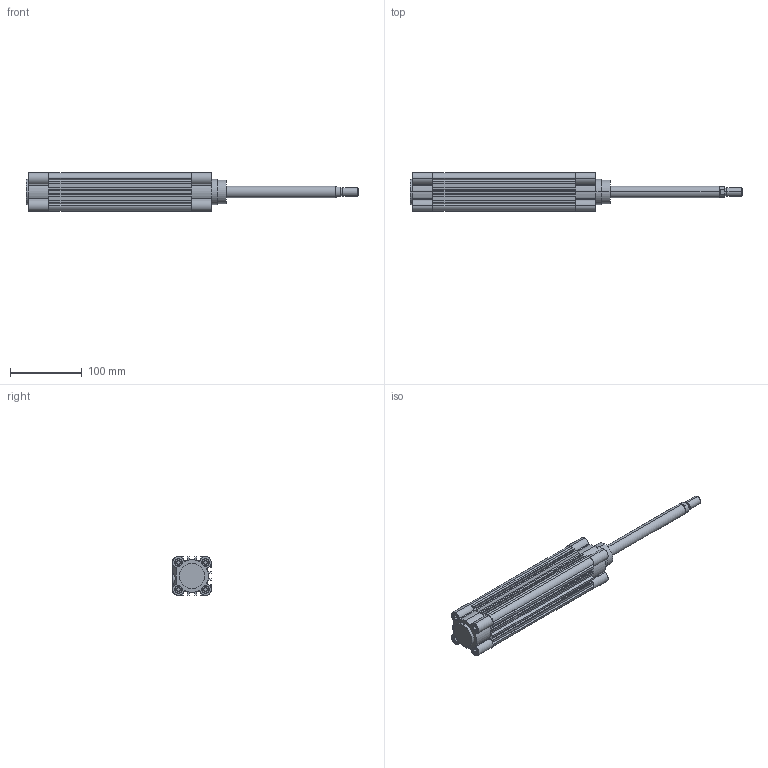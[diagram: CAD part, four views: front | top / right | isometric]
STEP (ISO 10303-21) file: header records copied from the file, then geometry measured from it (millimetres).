
FILE_DESCRIPTION(('HOOPS Exchange Step'),'2;1');
FILE_NAME('export-E55E76FB-5214-40C0-A38F-CC01CB8670B7.stp','2021-04-13T20:50:13+02:00',('Engineering'),('Alibre'),'HOOPS Exchange 2020.1','Alibre','Unknown authorisation');
FILE_SCHEMA( ('AP242_MANAGED_MODEL_BASED_3D_ENGINEERING_MIM_LF {1 0 10303 442 1 1 4 }') );
Length unit declared in the file: millimetre
Products named in the file (5): 4031-2 121 A 40 0150 XP Pneumatic Cilinder ISO15552 Series A (1-4); 4031-1 121 A 40 0150 XP Pneumatic Cilinder ISO15552 Series A (1-4); 4031-4 121 A 40 0150 XP Pneumatic Cilinder ISO15552 Series A (1-4); 4031-3 121 A 40 0150 XP Pneumatic Cilinder ISO15552 Series A (1-4); 4031 121 A 40 0150 XP Pneumatic Cilinder ISO15552 Series A (1-4)
Assembly tree (4 placements, depth 2):
  4031 121 A 40 0150 XP Pneumatic Cilinder ISO15552 Series A (1-4)
    4031-2 121 A 40 0150 XP Pneumatic Cilinder ISO15552 Series A (1-4)
    4031-1 121 A 40 0150 XP Pneumatic Cilinder ISO15552 Series A (1-4)
    4031-4 121 A 40 0150 XP Pneumatic Cilinder ISO15552 Series A (1-4)
    4031-3 121 A 40 0150 XP Pneumatic Cilinder ISO15552 Series A (1-4)
Bounding box: 463 x 53.99 x 54 mm (x, y, z)
Volume: 331427.4 mm3; surface area: 147930.4 mm2
Topology: 2 solids, 247 shells, 415 faces, 1610 edges, 1400 vertices
Faces by surface type: plane 238, cylinder 149, cone 28
Entity records: 18271 total; most frequent: CARTESIAN_POINT 3443, DIRECTION 3082, ORIENTED_EDGE 2024, EDGE_CURVE 1606, VERTEX_POINT 1400, AXIS2_PLACEMENT_3D 1051, VECTOR 980, LINE 980
